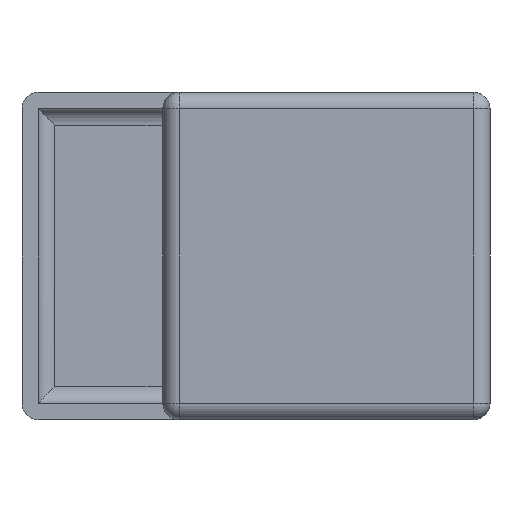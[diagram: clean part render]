
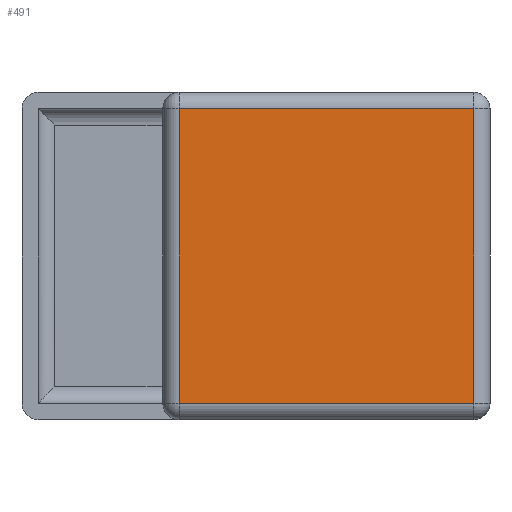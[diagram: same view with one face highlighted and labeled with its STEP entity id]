
A CAD part, front view. The second image highlights one B-rep face of the part: STEP entity #491.
In plain terms, the highlighted face is planar.
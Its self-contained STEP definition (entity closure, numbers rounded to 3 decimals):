
#59 = VECTOR ( 'NONE', #1731, 1000. ) ;
#75 = CARTESIAN_POINT ( 'NONE',  ( 100., 5., 120. ) ) ;
#130 = FACE_OUTER_BOUND ( 'NONE', #1025, .T. ) ;
#133 = CARTESIAN_POINT ( 'NONE',  ( 5., 5., 120. ) ) ;
#140 = ORIENTED_EDGE ( 'NONE', *, *, #1142, .T. ) ;
#192 = VERTEX_POINT ( 'NONE', #862 ) ;
#247 = VERTEX_POINT ( 'NONE', #1640 ) ;
#251 = VECTOR ( 'NONE', #1310, 1000. ) ;
#299 = LINE ( 'NONE', #1256, #1311 ) ;
#317 = ORIENTED_EDGE ( 'NONE', *, *, #1716, .T. ) ;
#331 = DIRECTION ( 'NONE',  ( 0., -1., 0. ) ) ;
#393 = EDGE_CURVE ( 'NONE', #247, #192, #1413, .T. ) ;
#458 = DIRECTION ( 'NONE',  ( -1., 0., 0. ) ) ;
#491 = ADVANCED_FACE ( 'NONE', ( #130 ), #1445, .T. ) ;
#510 = CARTESIAN_POINT ( 'NONE',  ( 95., 100., 120. ) ) ;
#573 = VERTEX_POINT ( 'NONE', #1182 ) ;
#604 = CARTESIAN_POINT ( 'NONE',  ( 0., 95., 120. ) ) ;
#651 = ORIENTED_EDGE ( 'NONE', *, *, #393, .T. ) ;
#796 = DIRECTION ( 'NONE',  ( 1., 0., 0. ) ) ;
#862 = CARTESIAN_POINT ( 'NONE',  ( 5., 95., 120. ) ) ;
#1025 = EDGE_LOOP ( 'NONE', ( #1085, #317, #651, #140 ) ) ;
#1051 = CARTESIAN_POINT ( 'NONE',  ( 0., 0., 120. ) ) ;
#1085 = ORIENTED_EDGE ( 'NONE', *, *, #1246, .T. ) ;
#1086 = AXIS2_PLACEMENT_3D ( 'NONE', #1051, #1436, #796 ) ;
#1142 = EDGE_CURVE ( 'NONE', #192, #1359, #299, .T. ) ;
#1182 = CARTESIAN_POINT ( 'NONE',  ( 95., 5., 120. ) ) ;
#1235 = VECTOR ( 'NONE', #458, 1000. ) ;
#1246 = EDGE_CURVE ( 'NONE', #1359, #573, #1542, .T. ) ;
#1256 = CARTESIAN_POINT ( 'NONE',  ( 5., 0., 120. ) ) ;
#1310 = DIRECTION ( 'NONE',  ( 1., 0., 0. ) ) ;
#1311 = VECTOR ( 'NONE', #331, 1000. ) ;
#1359 = VERTEX_POINT ( 'NONE', #133 ) ;
#1413 = LINE ( 'NONE', #604, #1235 ) ;
#1436 = DIRECTION ( 'NONE',  ( 0., 0., 1. ) ) ;
#1445 = PLANE ( 'NONE',  #1086 ) ;
#1542 = LINE ( 'NONE', #75, #251 ) ;
#1640 = CARTESIAN_POINT ( 'NONE',  ( 95., 95., 120. ) ) ;
#1714 = LINE ( 'NONE', #510, #59 ) ;
#1716 = EDGE_CURVE ( 'NONE', #573, #247, #1714, .T. ) ;
#1731 = DIRECTION ( 'NONE',  ( 0., 1., 0. ) ) ;
